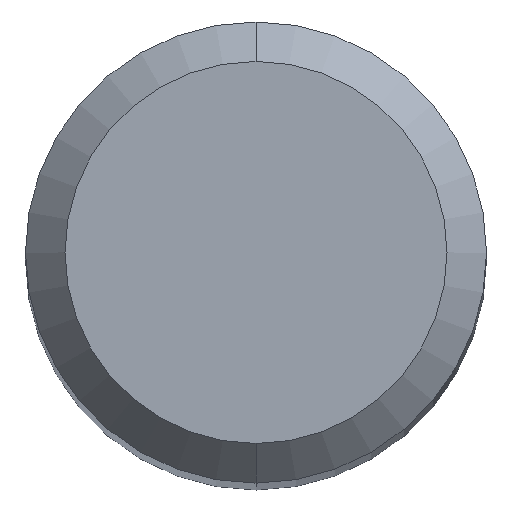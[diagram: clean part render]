
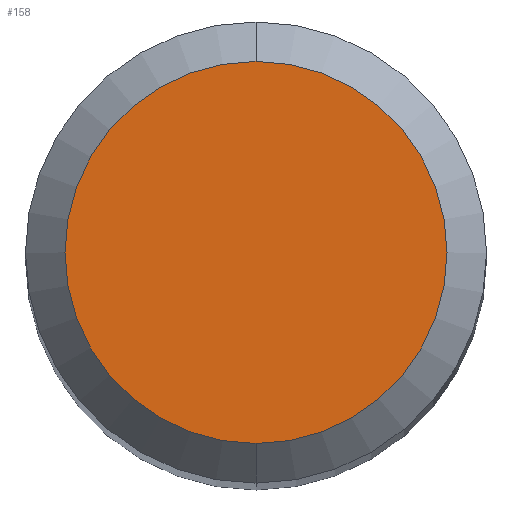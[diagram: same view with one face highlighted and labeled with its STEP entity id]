
A CAD part, top view. The second image highlights one B-rep face of the part: STEP entity #158.
In plain terms, the highlighted planar face has unit normal (0, 0, 1).
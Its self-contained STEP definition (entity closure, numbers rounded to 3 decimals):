
#140=EDGE_CURVE('',#224,#208,#346,.T.);
#158=ADVANCED_FACE('',(#365),#366,.T.);
#208=VERTEX_POINT('',#422);
#224=VERTEX_POINT('',#439);
#286=EDGE_CURVE('',#208,#224,#510,.T.);
#346=CIRCLE('',#571,1.45);
#365=FACE_OUTER_BOUND('',#594,.T.);
#366=PLANE('',#595);
#422=CARTESIAN_POINT('',(0.,-1.45,29.25));
#439=CARTESIAN_POINT('',(0.0,1.45,29.25));
#510=CIRCLE('',#785,1.45);
#571=AXIS2_PLACEMENT_3D('',#836,#837,#838);
#594=EDGE_LOOP('',(#859,#860));
#595=AXIS2_PLACEMENT_3D('',#861,#862,#863);
#785=AXIS2_PLACEMENT_3D('',#1048,#1049,#1050);
#836=CARTESIAN_POINT('',(0.0,0.0,29.25));
#837=DIRECTION('',(0.0,0.0,-1.0));
#838=DIRECTION('',(0.0,1.0,0.0));
#859=ORIENTED_EDGE('',*,*,#140,.F.);
#860=ORIENTED_EDGE('',*,*,#286,.F.);
#861=CARTESIAN_POINT('',(0.0,0.725,29.25));
#862=DIRECTION('',(-0.0,0.0,1.0));
#863=DIRECTION('',(0.0,-1.0,0.0));
#1048=CARTESIAN_POINT('',(0.0,0.0,29.25));
#1049=DIRECTION('',(0.0,0.0,-1.0));
#1050=DIRECTION('',(0.0,1.0,0.0));
